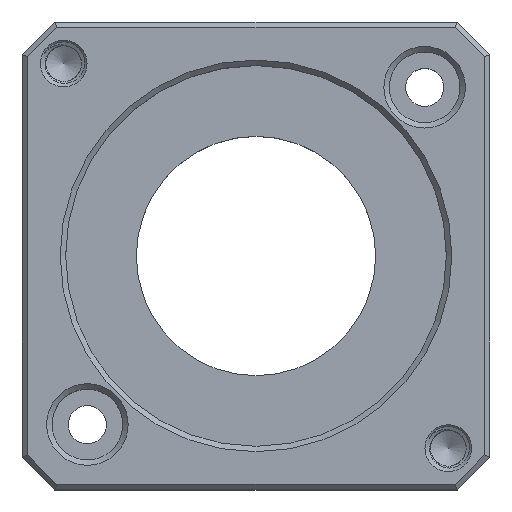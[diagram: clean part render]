
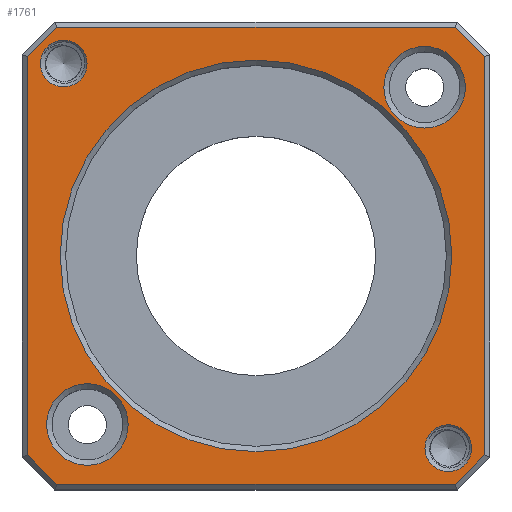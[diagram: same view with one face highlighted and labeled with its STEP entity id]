
A CAD part, top view. The second image highlights one B-rep face of the part: STEP entity #1761.
In plain terms, the highlighted planar face has unit normal (0, 0, 1).
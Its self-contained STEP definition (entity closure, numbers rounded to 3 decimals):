
#34=FACE_BOUND('',#261,.T.);
#35=FACE_BOUND('',#262,.T.);
#36=FACE_BOUND('',#263,.T.);
#37=FACE_BOUND('',#264,.T.);
#38=FACE_BOUND('',#265,.T.);
#47=PLANE('',#1892);
#89=CIRCLE('',#1893,18.);
#90=CIRCLE('',#1894,3.75);
#91=CIRCLE('',#1895,2.15);
#92=CIRCLE('',#1896,2.15);
#93=CIRCLE('',#1897,3.75);
#156=FACE_OUTER_BOUND('',#260,.T.);
#260=EDGE_LOOP('',(#1335,#1336,#1337,#1338,#1339,#1340,#1341,#1342));
#261=EDGE_LOOP('',(#1343));
#262=EDGE_LOOP('',(#1344));
#263=EDGE_LOOP('',(#1345));
#264=EDGE_LOOP('',(#1346));
#265=EDGE_LOOP('',(#1347));
#496=LINE('',#5935,#626);
#497=LINE('',#5937,#627);
#498=LINE('',#5939,#628);
#499=LINE('',#5941,#629);
#500=LINE('',#5943,#630);
#501=LINE('',#5945,#631);
#502=LINE('',#5947,#632);
#503=LINE('',#5948,#633);
#626=VECTOR('',#2163,1.);
#627=VECTOR('',#2164,1.);
#628=VECTOR('',#2165,1.);
#629=VECTOR('',#2166,1.);
#630=VECTOR('',#2167,1.);
#631=VECTOR('',#2168,1.);
#632=VECTOR('',#2169,1.);
#633=VECTOR('',#2170,1.);
#821=VERTEX_POINT('',#5933);
#822=VERTEX_POINT('',#5934);
#823=VERTEX_POINT('',#5936);
#824=VERTEX_POINT('',#5938);
#825=VERTEX_POINT('',#5940);
#826=VERTEX_POINT('',#5942);
#827=VERTEX_POINT('',#5944);
#828=VERTEX_POINT('',#5946);
#829=VERTEX_POINT('',#5949);
#830=VERTEX_POINT('',#5951);
#831=VERTEX_POINT('',#5953);
#832=VERTEX_POINT('',#5955);
#833=VERTEX_POINT('',#5957);
#1031=EDGE_CURVE('',#821,#822,#496,.T.);
#1032=EDGE_CURVE('',#822,#823,#497,.T.);
#1033=EDGE_CURVE('',#823,#824,#498,.T.);
#1034=EDGE_CURVE('',#824,#825,#499,.T.);
#1035=EDGE_CURVE('',#825,#826,#500,.T.);
#1036=EDGE_CURVE('',#826,#827,#501,.T.);
#1037=EDGE_CURVE('',#827,#828,#502,.T.);
#1038=EDGE_CURVE('',#828,#821,#503,.T.);
#1039=EDGE_CURVE('',#829,#829,#89,.T.);
#1040=EDGE_CURVE('',#830,#830,#90,.T.);
#1041=EDGE_CURVE('',#831,#831,#91,.T.);
#1042=EDGE_CURVE('',#832,#832,#92,.T.);
#1043=EDGE_CURVE('',#833,#833,#93,.T.);
#1335=ORIENTED_EDGE('',*,*,#1031,.T.);
#1336=ORIENTED_EDGE('',*,*,#1032,.T.);
#1337=ORIENTED_EDGE('',*,*,#1033,.T.);
#1338=ORIENTED_EDGE('',*,*,#1034,.T.);
#1339=ORIENTED_EDGE('',*,*,#1035,.T.);
#1340=ORIENTED_EDGE('',*,*,#1036,.T.);
#1341=ORIENTED_EDGE('',*,*,#1037,.T.);
#1342=ORIENTED_EDGE('',*,*,#1038,.T.);
#1343=ORIENTED_EDGE('',*,*,#1039,.T.);
#1344=ORIENTED_EDGE('',*,*,#1040,.T.);
#1345=ORIENTED_EDGE('',*,*,#1041,.T.);
#1346=ORIENTED_EDGE('',*,*,#1042,.T.);
#1347=ORIENTED_EDGE('',*,*,#1043,.T.);
#1761=ADVANCED_FACE('',(#156,#34,#35,#36,#37,#38),#47,.T.);
#1892=AXIS2_PLACEMENT_3D('',#5932,#2161,#2162);
#1893=AXIS2_PLACEMENT_3D('',#5950,#2171,#2172);
#1894=AXIS2_PLACEMENT_3D('',#5952,#2173,#2174);
#1895=AXIS2_PLACEMENT_3D('',#5954,#2175,#2176);
#1896=AXIS2_PLACEMENT_3D('',#5956,#2177,#2178);
#1897=AXIS2_PLACEMENT_3D('',#5958,#2179,#2180);
#2161=DIRECTION('center_axis',(0.,0.,1.));
#2162=DIRECTION('ref_axis',(1.,0.,0.));
#2163=DIRECTION('',(0.,1.,0.));
#2164=DIRECTION('',(-0.707,0.707,0.));
#2165=DIRECTION('',(-1.,0.,0.));
#2166=DIRECTION('',(-0.707,-0.707,0.));
#2167=DIRECTION('',(0.,-1.,0.));
#2168=DIRECTION('',(0.707,-0.707,0.));
#2169=DIRECTION('',(1.,0.,0.));
#2170=DIRECTION('',(0.707,0.707,0.));
#2171=DIRECTION('center_axis',(0.,0.,-1.));
#2172=DIRECTION('ref_axis',(1.,0.,0.));
#2173=DIRECTION('center_axis',(0.,0.,-1.));
#2174=DIRECTION('ref_axis',(1.,0.,0.));
#2175=DIRECTION('center_axis',(0.,0.,-1.));
#2176=DIRECTION('ref_axis',(1.,0.,0.));
#2177=DIRECTION('center_axis',(0.,0.,-1.));
#2178=DIRECTION('ref_axis',(1.,0.,0.));
#2179=DIRECTION('center_axis',(0.,0.,-1.));
#2180=DIRECTION('ref_axis',(1.,0.,0.));
#5932=CARTESIAN_POINT('Origin',(-0.028,0.001,
7.125));
#5933=CARTESIAN_POINT('',(20.972,-18.292,7.125));
#5934=CARTESIAN_POINT('',(20.972,18.294,7.125));
#5935=CARTESIAN_POINT('',(20.972,0.001,7.125));
#5936=CARTESIAN_POINT('',(18.265,21.001,7.125));
#5937=CARTESIAN_POINT('',(19.618,19.648,7.125));
#5938=CARTESIAN_POINT('',(-18.321,21.001,7.125));
#5939=CARTESIAN_POINT('',(-0.028,21.001,7.125));
#5940=CARTESIAN_POINT('',(-21.028,18.294,7.125));
#5941=CARTESIAN_POINT('',(-19.674,19.648,7.125));
#5942=CARTESIAN_POINT('',(-21.028,-18.292,7.125));
#5943=CARTESIAN_POINT('',(-21.028,0.001,7.125));
#5944=CARTESIAN_POINT('',(-18.321,-20.999,7.125));
#5945=CARTESIAN_POINT('',(-19.674,-19.645,7.125));
#5946=CARTESIAN_POINT('',(18.265,-20.999,7.125));
#5947=CARTESIAN_POINT('',(-0.028,-20.999,7.125));
#5948=CARTESIAN_POINT('',(19.618,-19.645,7.125));
#5949=CARTESIAN_POINT('',(-18.028,0.001,7.125));
#5950=CARTESIAN_POINT('Origin',(-0.028,0.001,
7.125));
#5951=CARTESIAN_POINT('',(11.722,15.501,7.125));
#5952=CARTESIAN_POINT('Origin',(15.472,15.501,7.125));
#5953=CARTESIAN_POINT('',(-19.856,17.679,7.125));
#5954=CARTESIAN_POINT('Origin',(-17.706,17.679,7.125));
#5955=CARTESIAN_POINT('',(15.5,-17.676,7.125));
#5956=CARTESIAN_POINT('Origin',(17.65,-17.676,7.125));
#5957=CARTESIAN_POINT('',(-19.278,-15.499,7.125));
#5958=CARTESIAN_POINT('Origin',(-15.528,-15.499,7.125));
